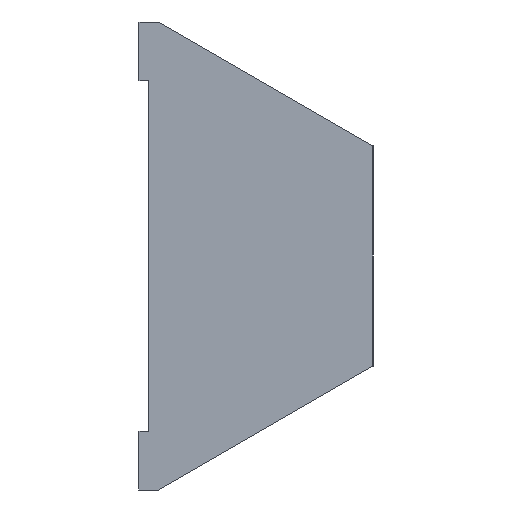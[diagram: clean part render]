
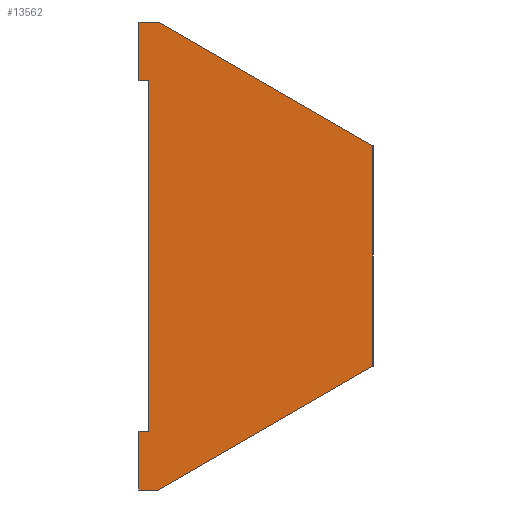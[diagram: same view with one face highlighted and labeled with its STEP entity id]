
A CAD part, left-side view. The second image highlights one B-rep face of the part: STEP entity #13562.
In plain terms, the highlighted planar face has unit normal (-1, 0, 0).
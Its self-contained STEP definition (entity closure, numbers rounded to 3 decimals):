
#1514 = CARTESIAN_POINT ( 'NONE',  ( -125., 0., -11.298 ) ) ;
#1545 = CARTESIAN_POINT ( 'NONE',  ( -125., 11., 6.351 ) ) ;
#1550 = CARTESIAN_POINT ( 'NONE',  ( -125., 12., 6.351 ) ) ;
#1553 = CARTESIAN_POINT ( 'NONE',  ( -125., 12., 3.351 ) ) ;
#1555 = CARTESIAN_POINT ( 'NONE',  ( -125., 0., 0. ) ) ;
#1556 = CARTESIAN_POINT ( 'NONE',  ( -125., 12., -17.649 ) ) ;
#1558 = CARTESIAN_POINT ( 'NONE',  ( -125., 11., -17.649 ) ) ;
#1561 = CARTESIAN_POINT ( 'NONE',  ( -125., 12., -14.649 ) ) ;
#1567 = CARTESIAN_POINT ( 'NONE',  ( -125., 11.499, -3.649 ) ) ;
#1568 = CARTESIAN_POINT ( 'NONE',  ( -125., 11.499, -13.649 ) ) ;
#9803 = EDGE_CURVE ( 'NONE', #57409, #25946, #11353, .T. ) ;
#9804 = EDGE_CURVE ( 'NONE', #25949, #57406, #11347, .T. ) ;
#9805 = EDGE_CURVE ( 'NONE', #25949, #25946, #11359, .T. ) ;
#9810 = EDGE_CURVE ( 'NONE', #57410, #25905, #11379, .T. ) ;
#9812 = EDGE_CURVE ( 'NONE', #25928, #57405, #11387, .T. ) ;
#9815 = EDGE_CURVE ( 'NONE', #25913, #25928, #11401, .T. ) ;
#9818 = EDGE_CURVE ( 'NONE', #25919, #25913, #11413, .T. ) ;
#9821 = EDGE_CURVE ( 'NONE', #25790, #25919, #11428, .T. ) ;
#9824 = EDGE_CURVE ( 'NONE', #25911, #25790, #11444, .T. ) ;
#9827 = EDGE_CURVE ( 'NONE', #25881, #25911, #11459, .T. ) ;
#9830 = EDGE_CURVE ( 'NONE', #25896, #25881, #11476, .T. ) ;
#9834 = EDGE_CURVE ( 'NONE', #25905, #25896, #11498, .T. ) ;
#11347 = LINE ( 'NONE', #54116, #11361 ) ;
#11353 = LINE ( 'NONE', #54100, #11357 ) ;
#11357 = VECTOR ( 'NONE', #54110, 1000. ) ;
#11359 = LINE ( 'NONE', #54122, #11365 ) ;
#11361 = VECTOR ( 'NONE', #54121, 1000. ) ;
#11365 = VECTOR ( 'NONE', #54123, 1000. ) ;
#11379 = LINE ( 'NONE', #54132, #11386 ) ;
#11386 = VECTOR ( 'NONE', #54134, 1000. ) ;
#11387 = LINE ( 'NONE', #54136, #11395 ) ;
#11395 = VECTOR ( 'NONE', #54138, 1000. ) ;
#11401 = LINE ( 'NONE', #54142, #11406 ) ;
#11406 = VECTOR ( 'NONE', #54144, 1000. ) ;
#11413 = LINE ( 'NONE', #54148, #11419 ) ;
#11419 = VECTOR ( 'NONE', #54150, 1000. ) ;
#11428 = LINE ( 'NONE', #54154, #11436 ) ;
#11436 = VECTOR ( 'NONE', #54156, 1000. ) ;
#11444 = LINE ( 'NONE', #54160, #11452 ) ;
#11452 = VECTOR ( 'NONE', #54162, 1000. ) ;
#11459 = LINE ( 'NONE', #54166, #11469 ) ;
#11469 = VECTOR ( 'NONE', #54168, 1000. ) ;
#11476 = LINE ( 'NONE', #54172, #11484 ) ;
#11484 = VECTOR ( 'NONE', #54174, 1000. ) ;
#11498 = LINE ( 'NONE', #54180, #11506 ) ;
#11506 = VECTOR ( 'NONE', #54181, 1000. ) ;
#13562 = ADVANCED_FACE ( 'NONE', ( #27803 ), #46786, .F. ) ;
#21558 = EDGE_CURVE ( 'NONE', #57409, #57410, #36272, .T. ) ;
#21572 = EDGE_CURVE ( 'NONE', #57405, #57406, #36277, .T. ) ;
#23477 = CARTESIAN_POINT ( 'NONE',  ( -125., 11.5, -14.649 ) ) ;
#23495 = DIRECTION ( 'NONE',  ( 0., 0., 1. ) ) ;
#23510 = DIRECTION ( 'NONE',  ( 0., 0., 1. ) ) ;
#23513 = CARTESIAN_POINT ( 'NONE',  ( -125., 11.5, -14.649 ) ) ;
#25790 = VERTEX_POINT ( 'NONE', #1514 ) ;
#25881 = VERTEX_POINT ( 'NONE', #1545 ) ;
#25896 = VERTEX_POINT ( 'NONE', #1550 ) ;
#25905 = VERTEX_POINT ( 'NONE', #1553 ) ;
#25911 = VERTEX_POINT ( 'NONE', #1555 ) ;
#25913 = VERTEX_POINT ( 'NONE', #1556 ) ;
#25919 = VERTEX_POINT ( 'NONE', #1558 ) ;
#25928 = VERTEX_POINT ( 'NONE', #1561 ) ;
#25946 = VERTEX_POINT ( 'NONE', #1567 ) ;
#25949 = VERTEX_POINT ( 'NONE', #1568 ) ;
#27803 = FACE_OUTER_BOUND ( 'NONE', #33543, .T. ) ;
#28929 = AXIS2_PLACEMENT_3D ( 'NONE', #46774, #46792, #46794 ) ;
#33543 = EDGE_LOOP ( 'NONE', ( #40753, #40752, #40751, #40750, #40749, #40748, #40747, #40746, #40745, #40744, #40743, #40742, #40741, #40740 ) ) ;
#36272 = LINE ( 'NONE', #23477, #36279 ) ;
#36277 = LINE ( 'NONE', #23513, #36290 ) ;
#36279 = VECTOR ( 'NONE', #23495, 1000. ) ;
#36290 = VECTOR ( 'NONE', #23510, 1000. ) ;
#40740 = ORIENTED_EDGE ( 'NONE', *, *, #9803, .T. ) ;
#40741 = ORIENTED_EDGE ( 'NONE', *, *, #21558, .F. ) ;
#40742 = ORIENTED_EDGE ( 'NONE', *, *, #9810, .F. ) ;
#40743 = ORIENTED_EDGE ( 'NONE', *, *, #9834, .F. ) ;
#40744 = ORIENTED_EDGE ( 'NONE', *, *, #9830, .F. ) ;
#40745 = ORIENTED_EDGE ( 'NONE', *, *, #9827, .F. ) ;
#40746 = ORIENTED_EDGE ( 'NONE', *, *, #9824, .F. ) ;
#40747 = ORIENTED_EDGE ( 'NONE', *, *, #9821, .F. ) ;
#40748 = ORIENTED_EDGE ( 'NONE', *, *, #9818, .F. ) ;
#40749 = ORIENTED_EDGE ( 'NONE', *, *, #9815, .F. ) ;
#40750 = ORIENTED_EDGE ( 'NONE', *, *, #9812, .F. ) ;
#40751 = ORIENTED_EDGE ( 'NONE', *, *, #21572, .F. ) ;
#40752 = ORIENTED_EDGE ( 'NONE', *, *, #9804, .T. ) ;
#40753 = ORIENTED_EDGE ( 'NONE', *, *, #9805, .F. ) ;
#46774 = CARTESIAN_POINT ( 'NONE',  ( -125., 12., 6.351 ) ) ;
#46786 = PLANE ( 'NONE',  #28929 ) ;
#46792 = DIRECTION ( 'NONE',  ( 1., 0., 0. ) ) ;
#46794 = DIRECTION ( 'NONE',  ( 0., 0., -1. ) ) ;
#54100 = CARTESIAN_POINT ( 'NONE',  ( -125., 12., -3.649 ) ) ;
#54110 = DIRECTION ( 'NONE',  ( 0., -1., 0. ) ) ;
#54116 = CARTESIAN_POINT ( 'NONE',  ( -125., 12., -13.649 ) ) ;
#54121 = DIRECTION ( 'NONE',  ( 0., 1., 0. ) ) ;
#54122 = CARTESIAN_POINT ( 'NONE',  ( -125., 11.499, 6.351 ) ) ;
#54123 = DIRECTION ( 'NONE',  ( 0., 0., 1. ) ) ;
#54132 = CARTESIAN_POINT ( 'NONE',  ( -125., 11.5, 3.351 ) ) ;
#54134 = DIRECTION ( 'NONE',  ( 0., 1., 0. ) ) ;
#54136 = CARTESIAN_POINT ( 'NONE',  ( -125., 12., -14.649 ) ) ;
#54138 = DIRECTION ( 'NONE',  ( 0., -1., 0. ) ) ;
#54142 = CARTESIAN_POINT ( 'NONE',  ( -125., 12., -17.649 ) ) ;
#54144 = DIRECTION ( 'NONE',  ( 0., 0., 1. ) ) ;
#54148 = CARTESIAN_POINT ( 'NONE',  ( -125., 11., -17.649 ) ) ;
#54150 = DIRECTION ( 'NONE',  ( 0., 1., 0. ) ) ;
#54154 = CARTESIAN_POINT ( 'NONE',  ( -125., 11., -17.649 ) ) ;
#54156 = DIRECTION ( 'NONE',  ( 0., 0.866, -0.5 ) ) ;
#54160 = CARTESIAN_POINT ( 'NONE',  ( -125., 0., 0. ) ) ;
#54162 = DIRECTION ( 'NONE',  ( 0., 0., -1. ) ) ;
#54166 = CARTESIAN_POINT ( 'NONE',  ( -125., 11., 6.351 ) ) ;
#54168 = DIRECTION ( 'NONE',  ( 0., -0.866, -0.5 ) ) ;
#54172 = CARTESIAN_POINT ( 'NONE',  ( -125., 12., 6.351 ) ) ;
#54174 = DIRECTION ( 'NONE',  ( 0., -1., 0. ) ) ;
#54180 = CARTESIAN_POINT ( 'NONE',  ( -125., 12., 3.351 ) ) ;
#54181 = DIRECTION ( 'NONE',  ( 0., 0., 1. ) ) ;
#57405 = VERTEX_POINT ( 'NONE', #58374 ) ;
#57406 = VERTEX_POINT ( 'NONE', #58375 ) ;
#57409 = VERTEX_POINT ( 'NONE', #58378 ) ;
#57410 = VERTEX_POINT ( 'NONE', #58379 ) ;
#58374 = CARTESIAN_POINT ( 'NONE',  ( -125., 11.5, -14.649 ) ) ;
#58375 = CARTESIAN_POINT ( 'NONE',  ( -125., 11.5, -13.649 ) ) ;
#58378 = CARTESIAN_POINT ( 'NONE',  ( -125., 11.5, -3.649 ) ) ;
#58379 = CARTESIAN_POINT ( 'NONE',  ( -125., 11.5, 3.351 ) ) ;
